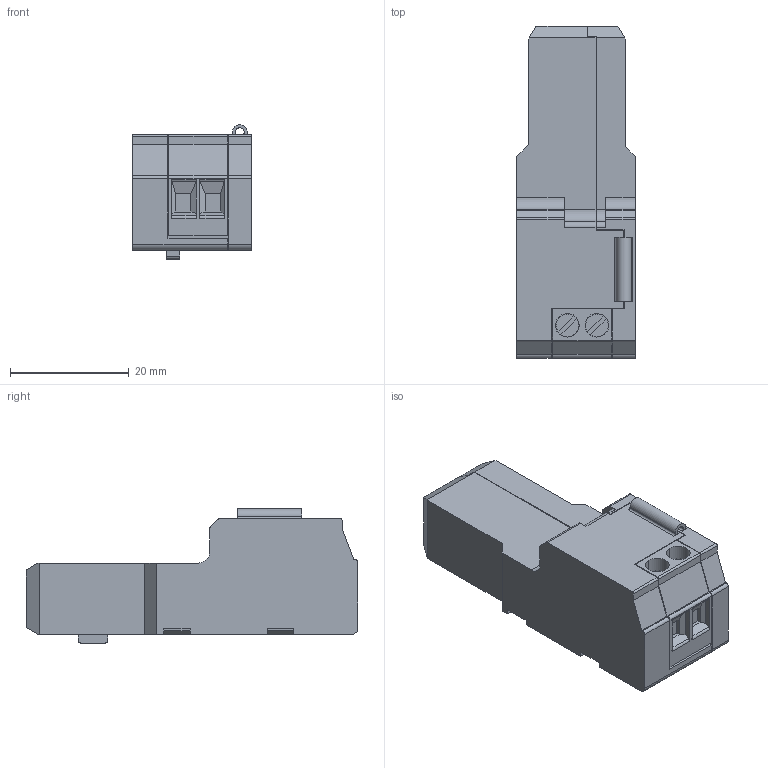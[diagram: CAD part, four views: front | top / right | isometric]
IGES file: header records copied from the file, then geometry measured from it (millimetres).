
Start section: Elysium IGES Interface
Global section: file name: 63HFX3-MPLx00xxxxxx.igs; native system: Creo Elements/Direct Modeling 18.1D  22-Jun-2013; preprocessor: Creo Element/Direct IGES_3D V2.2; author: Unknown; organization: Unknown; date: 20151130.104956; units: millimetre
Bounding box: 20 x 56 x 22.65 mm (x, y, z)
Volume: 15481.7 mm3; surface area: 5386 mm2
Topology: 1 solids, 1 shells, 331 faces, 870 edges, 564 vertices
Faces by surface type: bspline 331
